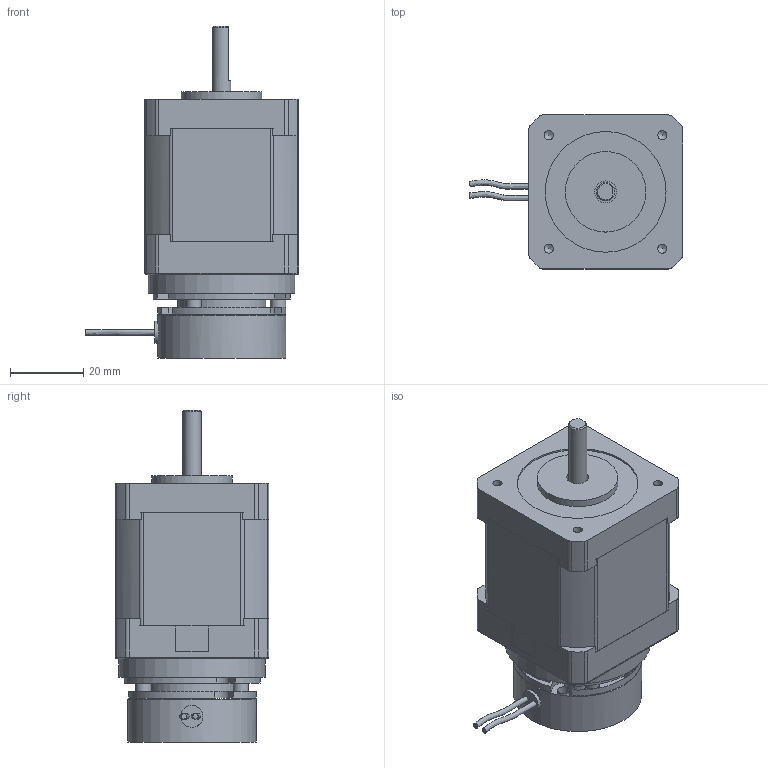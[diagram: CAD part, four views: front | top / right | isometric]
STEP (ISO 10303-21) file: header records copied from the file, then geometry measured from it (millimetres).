
FILE_DESCRIPTION( ( '' ), '1' );
FILE_NAME( 'MS545H-AM.stp', '2022-03-28T14:34:54', ( 'Dimamotor' ), ( 'Dimamotor' ), 'PSStep 17.0.49', ' ', ' ' );
FILE_SCHEMA( ( 'AUTOMOTIVE_DESIGN { 1 0 10303 214 1 1 1 1 }' ) );
Length unit declared in the file: millimetre
Products named in the file (5): B243-1_組立; Assem1; MS545H-A
Assembly tree (4 placements, depth 3):
  Assem1
    MS545H-A
    MS545H-A
    B243-1_組立
      B243-1_組立
Bounding box: 58.2 x 42 x 90.7 mm (x, y, z)
Volume: 102779.2 mm3; surface area: 22183.7 mm2
Topology: 3 solids, 3 shells, 188 faces, 514 edges, 328 vertices
Faces by surface type: cylinder 91, plane 78, torus 12, cone 5, bspline 2
Full cylindrical faces by diameter (mm): 2.5 x4, 3.2 x3, 3.5 x3, 4 x1, 4.2 x6, 5 x1, 6 x3, 7.2 x2, 12.7 x1, 13.7 x1, 14 x1, 22 x1, 24 x1, 33 x1, 35 x1, 40 x1
Entity records: 7622 total; most frequent: CARTESIAN_POINT 1291, DIRECTION 1074, ORIENTED_EDGE 908, EDGE_CURVE 454, AXIS2_PLACEMENT_3D 431, VERTEX_POINT 310, EDGE_LOOP 258, CIRCLE 239
